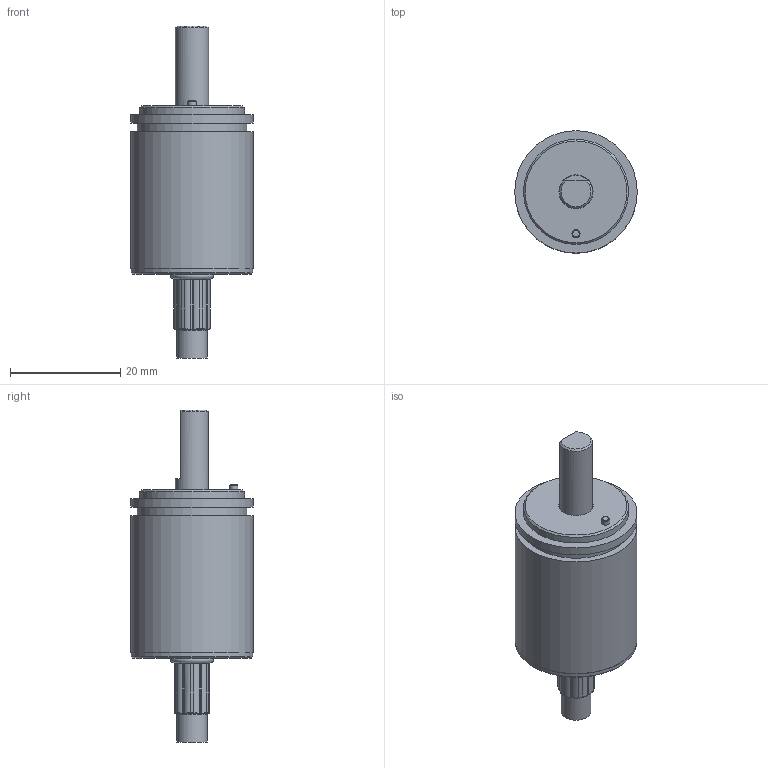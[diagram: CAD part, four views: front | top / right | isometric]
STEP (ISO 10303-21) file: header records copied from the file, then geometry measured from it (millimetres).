
FILE_DESCRIPTION(('Bauteilbeschreibung','HiCAD-Model','HiCAD-STEP-TRANSLATION','Bauteilbeschreibung'),'2;1');
FILE_NAME('VERT-X 2211_2241.STP','2009-04-28T13:54:20+00:00',('Konstrukteur'),('Konstrukteur Firma GmbH'),' HiCAD neXt 2008, Step 3.1.1401.2D ','HiCAD neXt 2008','confidential');
FILE_SCHEMA(('AUTOMOTIVE_DESIGN { 1 2 10303 214 0 1 1 1 }'));
Length unit declared in the file: millimetre
Products named in the file (5): VERT_X 2211_2241; VERT_X_2211_XXX_XXX_XXX; CABLE; HOUSING; SHAFT
Assembly tree (4 placements, depth 3):
  VERT_X 2211_2241
    VERT_X_2211_XXX_XXX_XXX
      CABLE
      HOUSING
      SHAFT
Bounding box: 22.2 x 22.2 x 60.2 mm (x, y, z)
Volume: 12791.5 mm3; surface area: 4292.1 mm2
Topology: 3 solids, 5 shells, 104 faces, 230 edges, 149 vertices
Faces by surface type: cylinder 50, plane 31, torus 12, cone 11
Full cylindrical faces by diameter (mm): 1.47 x2, 1.5 x2, 2.5 x1, 4.2 x1, 5 x1, 5.45 x1, 6 x4, 6.02 x1, 6.1 x1, 6.2 x1, 19.05 x1, 19.8 x1, 22.1 x1, 22.2 x2
Entity records: 3703 total; most frequent: CARTESIAN_POINT 629, DIRECTION 514, ORIENTED_EDGE 352, AXIS2_PLACEMENT_3D 240, EDGE_CURVE 176, COLOUR_RGB 164, PRESENTATION_STYLE_ASSIGNMENT 164, CURVE_STYLE 161
